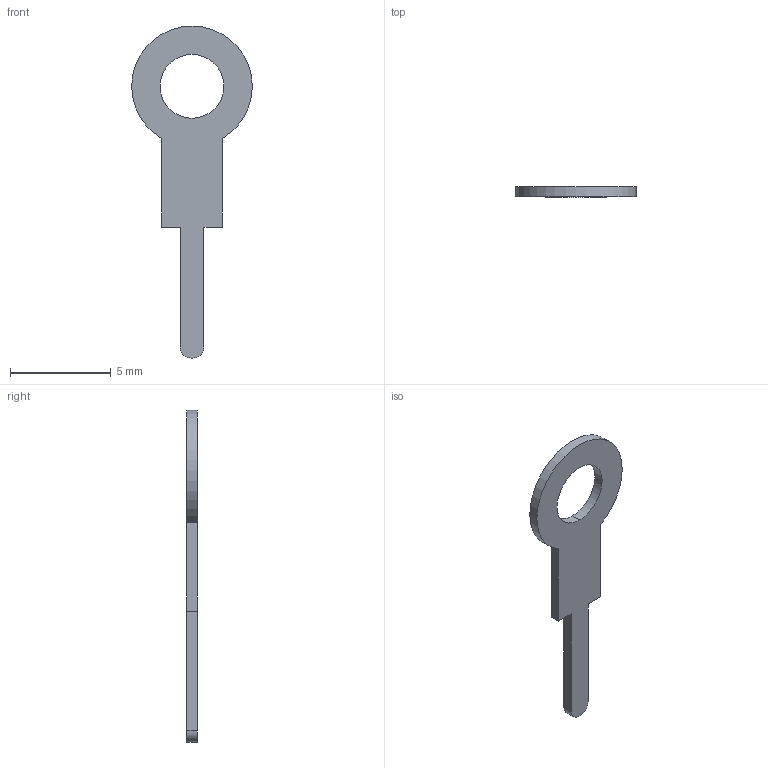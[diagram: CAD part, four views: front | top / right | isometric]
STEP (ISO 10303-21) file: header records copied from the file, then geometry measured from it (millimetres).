
FILE_DESCRIPTION (( 'STEP AP214' ), '1' );
FILE_NAME ('CONN-TH_L6.0-W2.0_4951.step', '2022-08-02T17:54:07', ( '' ), ( '' ), 'SwSTEP 2.0', 'SolidWorks 2020', '' );
FILE_SCHEMA (( 'AUTOMOTIVE_DESIGN' ));
Length unit declared in the file: millimetre
Products named in the file (1): CONN-TH_L6.0-W2.0_4951
Bounding box: 5.99 x 0.5 x 16.48 mm (x, y, z)
Volume: 20.1 mm3; surface area: 106.7 mm2
Topology: 14 solids, 14 shells, 355 faces, 960 edges, 640 vertices
Faces by surface type: plane 215, bspline 135, cylinder 5
Entity records: 15850 total; most frequent: CARTESIAN_POINT 5115, ORIENTED_EDGE 1920, DIRECTION 1138, EDGE_CURVE 960, LINE 676, VECTOR 676, VERTEX_POINT 640, EDGE_LOOP 376
